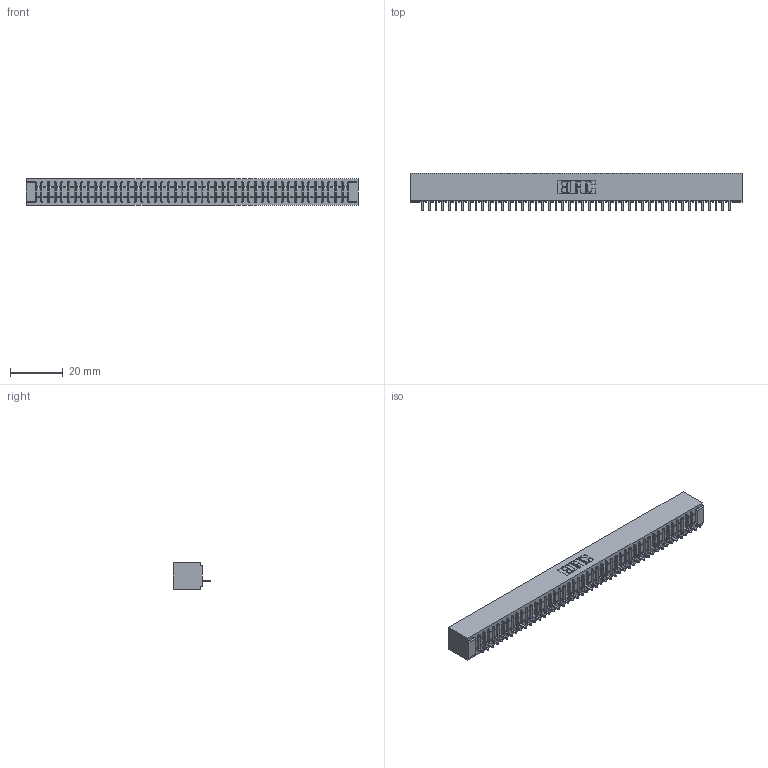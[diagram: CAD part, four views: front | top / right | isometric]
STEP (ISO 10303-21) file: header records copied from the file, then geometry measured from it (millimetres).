
FILE_DESCRIPTION (( 'STEP AP203' ), '1' );
FILE_NAME ('341-047-520-101.STEP', '2018-08-07T11:18:12', ( '' ), ( '' ), 'SwSTEP 2.0', 'SolidWorks 2016', '' );
FILE_SCHEMA (( 'CONFIG_CONTROL_DESIGN' ));
Length unit declared in the file: inch
Products named in the file (3): 341 Part_No Mounting Lugs; 341-292-001_341-292-120; 341-047-520-101
Assembly tree (48 placements, depth 2):
  341-047-520-101
    341 Part_No Mounting Lugs
    341-292-001_341-292-120  x47
Bounding box: 126.36 x 14.27 x 10.16 mm (x, y, z)
Volume: 9237.2 mm3; surface area: 14832.7 mm2
Topology: 48 solids, 48 shells, 3962 faces, 11431 edges, 7334 vertices
Faces by surface type: plane 2461, cylinder 1313, sphere 96, torus 92
Entity records: 54432 total; most frequent: CARTESIAN_POINT 9250, ORIENTED_EDGE 9238, DIRECTION 8923, EDGE_CURVE 4619, VECTOR 3741, LINE 3741, VERTEX_POINT 2918, AXIS2_PLACEMENT_3D 2591
